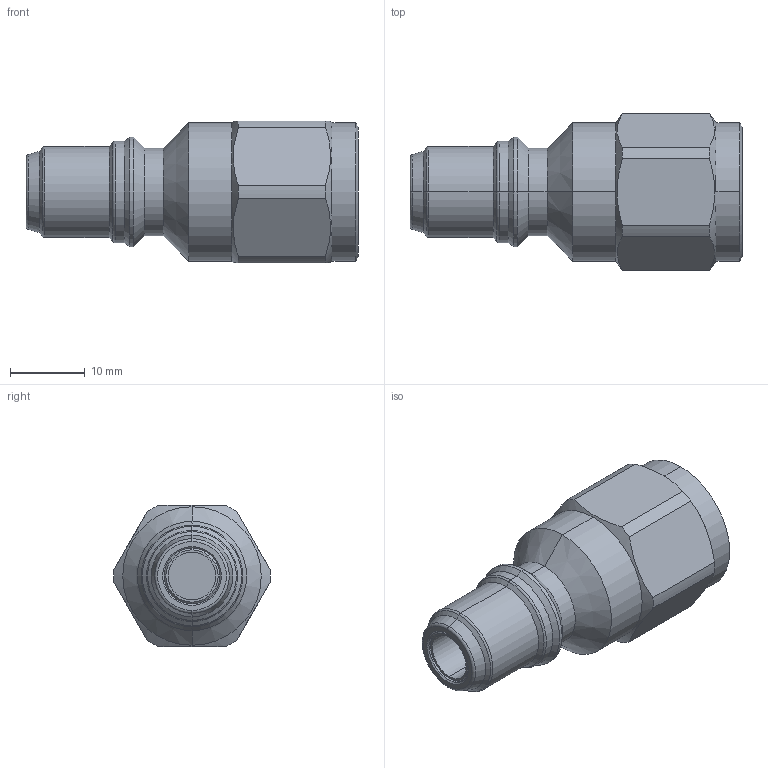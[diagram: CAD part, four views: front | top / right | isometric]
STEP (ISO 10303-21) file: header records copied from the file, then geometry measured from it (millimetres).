
FILE_DESCRIPTION (( 'STEP AP214' ), '1' );
FILE_NAME ('2520.STEP', '2015-09-03T12:45:06', ( 'admin' ), ( 'Microsoft' ), 'SwSTEP 2.0', 'SolidWorks 2009', '' );
FILE_SCHEMA (( 'AUTOMOTIVE_DESIGN' ));
Length unit declared in the file: millimetre
Products named in the file (1): 2520
Bounding box: 44.5 x 20.99 x 19 mm (x, y, z)
Volume: 7509 mm3; surface area: 3553.4 mm2
Topology: 1 solids, 1 shells, 65 faces, 142 edges, 82 vertices
Faces by surface type: cylinder 24, cone 24, plane 11, torus 6
Entity records: 1949 total; most frequent: CARTESIAN_POINT 418, DIRECTION 330, ORIENTED_EDGE 284, EDGE_CURVE 142, AXIS2_PLACEMENT_3D 138, VERTEX_POINT 82, CIRCLE 72, EDGE_LOOP 68
